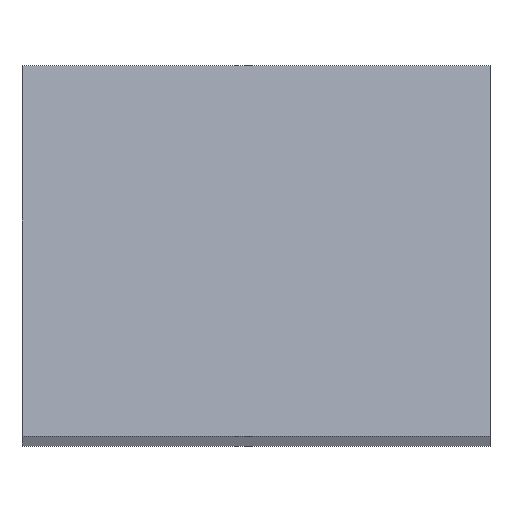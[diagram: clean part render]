
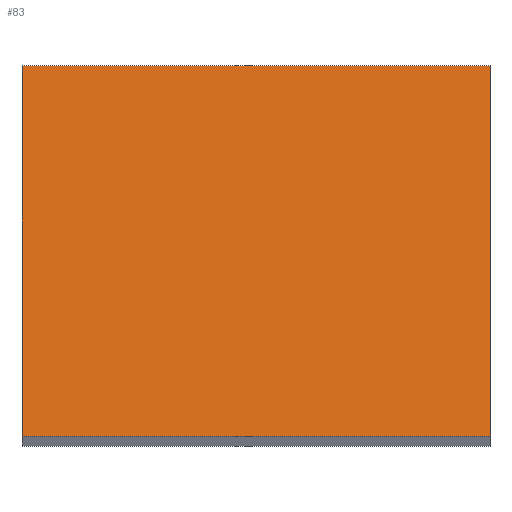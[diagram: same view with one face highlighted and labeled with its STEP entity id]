
A CAD part, top view. The second image highlights one B-rep face of the part: STEP entity #83.
In plain terms, the highlighted planar face has unit normal (0, 0.139, 0.99).
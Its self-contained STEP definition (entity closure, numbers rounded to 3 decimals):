
#27 = CARTESIAN_POINT ( 'NONE',  ( -9.99, 10.267, 1.202 ) ) ;
#28 = CARTESIAN_POINT ( 'NONE',  ( -9.99, 10.267, 1.202 ) ) ;
#66 = LINE ( 'NONE', #221, #500 ) ;
#83 = ADVANCED_FACE ( 'NONE', ( #906 ), #192, .T. ) ;
#87 = LINE ( 'NONE', #28, #421 ) ;
#118 = CARTESIAN_POINT ( 'NONE',  ( -9.99, 10.267, 1.202 ) ) ;
#120 = DIRECTION ( 'NONE',  ( 0., -0.99, 0.139 ) ) ;
#131 = AXIS2_PLACEMENT_3D ( 'NONE', #27, #1010, #720 ) ;
#137 = VECTOR ( 'NONE', #290, 1000. ) ;
#185 = EDGE_CURVE ( 'NONE', #997, #1075, #66, .T. ) ;
#192 = PLANE ( 'NONE',  #131 ) ;
#202 = VERTEX_POINT ( 'NONE', #929 ) ;
#215 = ORIENTED_EDGE ( 'NONE', *, *, #185, .F. ) ;
#216 = CARTESIAN_POINT ( 'NONE',  ( -9.99, -5.577, 3.429 ) ) ;
#221 = CARTESIAN_POINT ( 'NONE',  ( 10.01, 10.267, 1.202 ) ) ;
#266 = EDGE_LOOP ( 'NONE', ( #896, #215, #868, #591 ) ) ;
#286 = CARTESIAN_POINT ( 'NONE',  ( 10.01, -5.577, 3.429 ) ) ;
#290 = DIRECTION ( 'NONE',  ( 1., 0., 0. ) ) ;
#308 = VECTOR ( 'NONE', #1008, 1000. ) ;
#398 = CARTESIAN_POINT ( 'NONE',  ( -9.99, 10.267, 1.202 ) ) ;
#421 = VECTOR ( 'NONE', #756, 1000. ) ;
#500 = VECTOR ( 'NONE', #120, 1000. ) ;
#591 = ORIENTED_EDGE ( 'NONE', *, *, #843, .T. ) ;
#610 = EDGE_CURVE ( 'NONE', #670, #997, #1021, .T. ) ;
#614 = EDGE_CURVE ( 'NONE', #202, #1075, #851, .T. ) ;
#670 = VERTEX_POINT ( 'NONE', #398 ) ;
#720 = DIRECTION ( 'NONE',  ( 0., -0.99, 0.139 ) ) ;
#756 = DIRECTION ( 'NONE',  ( 0., -0.99, 0.139 ) ) ;
#843 = EDGE_CURVE ( 'NONE', #670, #202, #87, .T. ) ;
#851 = LINE ( 'NONE', #216, #137 ) ;
#868 = ORIENTED_EDGE ( 'NONE', *, *, #610, .F. ) ;
#896 = ORIENTED_EDGE ( 'NONE', *, *, #614, .T. ) ;
#906 = FACE_OUTER_BOUND ( 'NONE', #266, .T. ) ;
#929 = CARTESIAN_POINT ( 'NONE',  ( -9.99, -5.577, 3.429 ) ) ;
#997 = VERTEX_POINT ( 'NONE', #1132 ) ;
#1008 = DIRECTION ( 'NONE',  ( 1., 0., 0. ) ) ;
#1010 = DIRECTION ( 'NONE',  ( 0., 0.139, 0.99 ) ) ;
#1021 = LINE ( 'NONE', #118, #308 ) ;
#1075 = VERTEX_POINT ( 'NONE', #286 ) ;
#1132 = CARTESIAN_POINT ( 'NONE',  ( 10.01, 10.267, 1.202 ) ) ;
